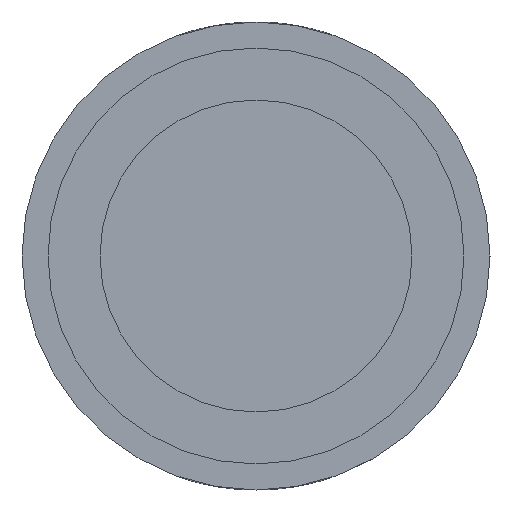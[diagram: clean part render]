
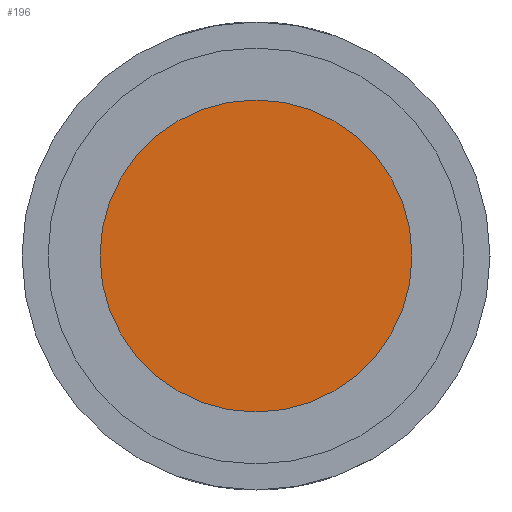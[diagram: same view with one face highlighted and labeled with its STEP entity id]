
A CAD part, left-side view. The second image highlights one B-rep face of the part: STEP entity #196.
In plain terms, the highlighted planar face has unit normal (-1, 0, 0).
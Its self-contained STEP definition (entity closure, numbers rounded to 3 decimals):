
#31=CIRCLE('',#243,6.);
#39=PLANE('',#242);
#51=FACE_OUTER_BOUND('',#71,.T.);
#71=EDGE_LOOP('',(#168));
#107=VERTEX_POINT('',#421);
#128=EDGE_CURVE('',#107,#107,#31,.T.);
#168=ORIENTED_EDGE('',*,*,#128,.F.);
#196=ADVANCED_FACE('',(#51),#39,.T.);
#242=AXIS2_PLACEMENT_3D('',#420,#294,#295);
#243=AXIS2_PLACEMENT_3D('',#422,#296,#297);
#294=DIRECTION('center_axis',(-1.,0.,0.));
#295=DIRECTION('ref_axis',(0.,0.,1.));
#296=DIRECTION('center_axis',(1.,0.,0.));
#297=DIRECTION('ref_axis',(0.,0.,-1.));
#420=CARTESIAN_POINT('Origin',(0.,6.,0.));
#421=CARTESIAN_POINT('',(0.,-6.,0.));
#422=CARTESIAN_POINT('Origin',(0.,0.,0.));
